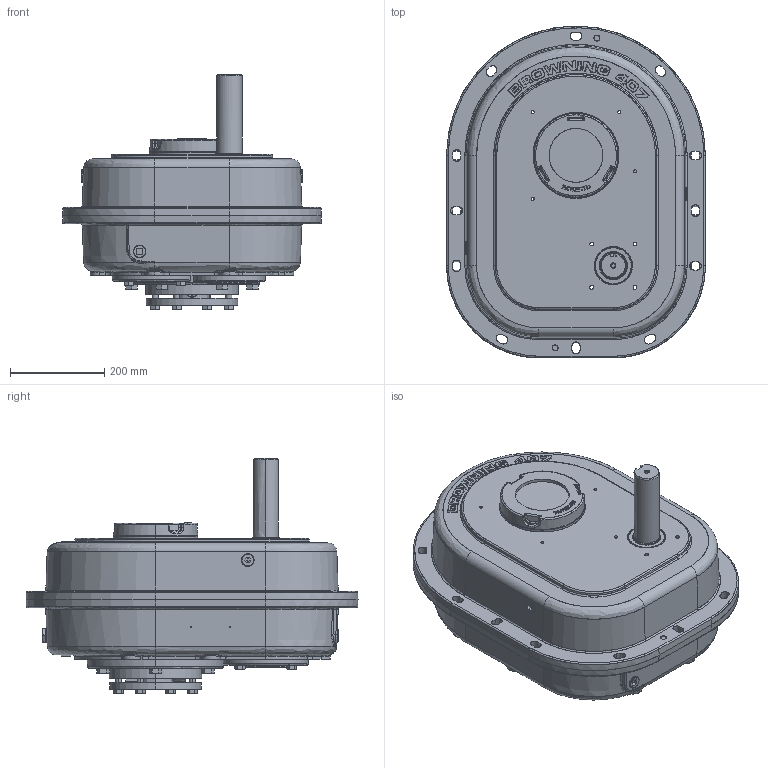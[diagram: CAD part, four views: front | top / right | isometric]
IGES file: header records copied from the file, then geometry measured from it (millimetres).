
Start section: SolidWorks IGES file using analytic representation for surfaces
Global section: file name: 40DEFAU1109135588626.igs; native system: SolidWorks 2011; preprocessor: SolidWorks 2011; author: partstream; date: 101109.130606; units: millimetre
Bounding box: 550.98 x 706.19 x 500.39 mm (x, y, z)
Surface area: 1354112.2 mm2 (no closed solid volume)
Topology: 0 solids, 0 shells, 1124 faces, 13276 edges, 13258 vertices
Faces by surface type: bspline 691, revolution 433
